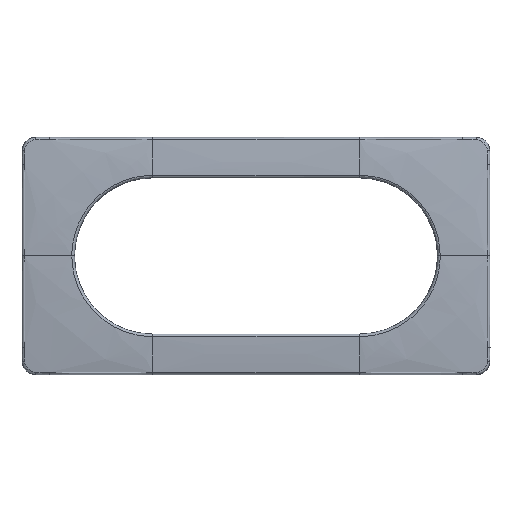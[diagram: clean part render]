
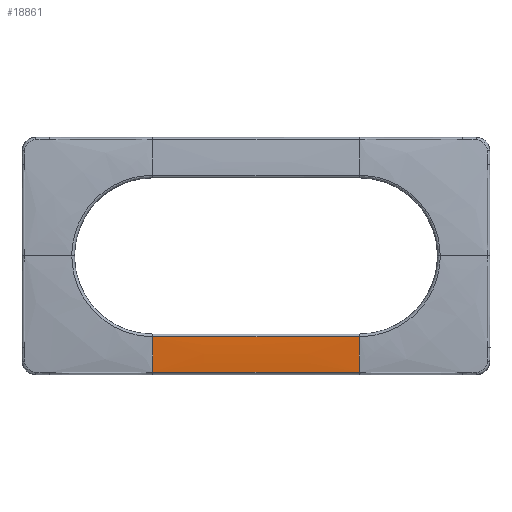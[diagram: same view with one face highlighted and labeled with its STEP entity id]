
A CAD part, top view. The second image highlights one B-rep face of the part: STEP entity #18861.
In plain terms, the highlighted face is a extrusion surface.
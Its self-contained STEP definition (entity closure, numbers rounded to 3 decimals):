
#8290=CARTESIAN_POINT('Vertex',(0.,-39.891,7.827)) ;
#8645=CARTESIAN_POINT('Vertex',(71.,-39.891,7.827)) ;
#8648=CARTESIAN_POINT('Line Origine',(35.5,-39.891,7.827)) ;
#18817=CARTESIAN_POINT('Control Point',(71.,-27.711,8.694)) ;
#18818=CARTESIAN_POINT('Control Point',(71.,-30.471,8.658)) ;
#18819=CARTESIAN_POINT('Control Point',(71.,-33.469,8.477)) ;
#18820=CARTESIAN_POINT('Control Point',(71.,-36.62,8.195)) ;
#18821=CARTESIAN_POINT('Control Point',(71.,-39.891,7.827)) ;
#18825=CARTESIAN_POINT('Line Origine',(27.993,-27.711,8.694)) ;
#18829=CARTESIAN_POINT('Vertex',(0.,-27.711,8.694)) ;
#18831=CARTESIAN_POINT('Vertex',(71.,-27.711,8.694)) ;
#18835=CARTESIAN_POINT('Control Point',(0.,-27.711,8.694)) ;
#18836=CARTESIAN_POINT('Control Point',(0.,-28.505,8.683)) ;
#18837=CARTESIAN_POINT('Control Point',(0.,-29.331,8.663)) ;
#18838=CARTESIAN_POINT('Control Point',(0.,-30.206,8.628)) ;
#18839=CARTESIAN_POINT('Control Point',(0.,-32.007,8.537)) ;
#18840=CARTESIAN_POINT('Control Point',(0.,-33.824,8.409)) ;
#18841=CARTESIAN_POINT('Control Point',(0.,-34.714,8.338)) ;
#18842=CARTESIAN_POINT('Control Point',(0.,-36.248,8.206)) ;
#18843=CARTESIAN_POINT('Control Point',(0.,-37.802,8.053)) ;
#18844=CARTESIAN_POINT('Control Point',(0.,-38.495,7.981)) ;
#18845=CARTESIAN_POINT('Control Point',(0.,-39.192,7.906)) ;
#18846=CARTESIAN_POINT('Control Point',(0.,-39.891,7.827)) ;
#18849=CARTESIAN_POINT('Control Point',(71.,-27.711,8.694)) ;
#18850=CARTESIAN_POINT('Control Point',(71.,-30.471,8.658)) ;
#18851=CARTESIAN_POINT('Control Point',(71.,-33.469,8.477)) ;
#18852=CARTESIAN_POINT('Control Point',(71.,-36.62,8.195)) ;
#18853=CARTESIAN_POINT('Control Point',(71.,-39.891,7.827)) ;
#8649=DIRECTION('Vector Direction',(-1.,0.,0.)) ;
#18822=DIRECTION('Vector Direction',(-1.,0.,0.)) ;
#18826=DIRECTION('Vector Direction',(-1.,0.,0.)) ;
#8650=VECTOR('Line Direction',#8649,1.) ;
#18823=VECTOR('Extrusion Surface Vector',#18822,1.) ;
#18827=VECTOR('Line Direction',#18826,1.) ;
#18856=ORIENTED_EDGE('',*,*,#18833,.F.) ;
#18857=ORIENTED_EDGE('',*,*,#18847,.T.) ;
#18858=ORIENTED_EDGE('',*,*,#8652,.T.) ;
#18859=ORIENTED_EDGE('',*,*,#18854,.F.) ;
#18861=ADVANCED_FACE('Surface.1',(#18860),#18824,.F.) ;
#18816=B_SPLINE_CURVE_WITH_KNOTS('',4,(#18817,#18818,#18819,#18820,#18821),.UNSPECIFIED.,.F.,.U.,(5,5),(1.442,18.706),.UNSPECIFIED.) ;
#18834=B_SPLINE_CURVE_WITH_KNOTS('',5,(#18835,#18836,#18837,#18838,#18839,#18840,#18841,#18842,#18843,#18844,#18845,#18846),.UNSPECIFIED.,.F.,.U.,(6,3,3,6),(1.698,8.973,16.248,22.054),.UNSPECIFIED.) ;
#18848=B_SPLINE_CURVE_WITH_KNOTS('',4,(#18849,#18850,#18851,#18852,#18853),.UNSPECIFIED.,.F.,.U.,(5,5),(1.442,18.706),.UNSPECIFIED.) ;
#8652=EDGE_CURVE('',#8291,#8646,#8651,.F.) ;
#18833=EDGE_CURVE('',#18830,#18832,#18828,.F.) ;
#18847=EDGE_CURVE('',#18830,#8291,#18834,.T.) ;
#18854=EDGE_CURVE('',#18832,#8646,#18848,.T.) ;
#18855=EDGE_LOOP('',(#18856,#18857,#18858,#18859)) ;
#18860=FACE_OUTER_BOUND('',#18855,.T.) ;
#8651=LINE('Line',#8648,#8650) ;
#18828=LINE('Line',#18825,#18827) ;
#18824=SURFACE_OF_LINEAR_EXTRUSION('generated tabulated cylinder',#18816,#18823) ;
#8291=VERTEX_POINT('',#8290) ;
#8646=VERTEX_POINT('',#8645) ;
#18830=VERTEX_POINT('',#18829) ;
#18832=VERTEX_POINT('',#18831) ;
